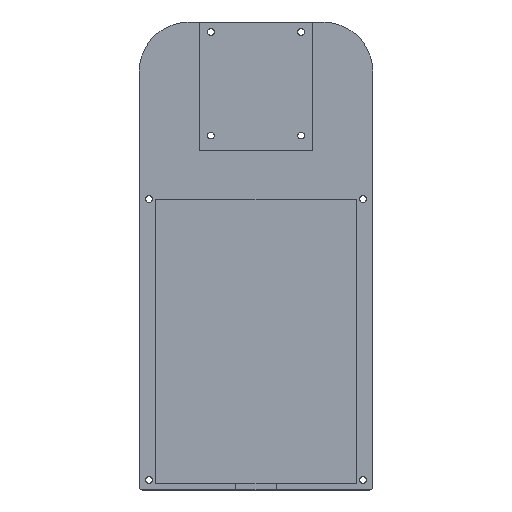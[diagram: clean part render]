
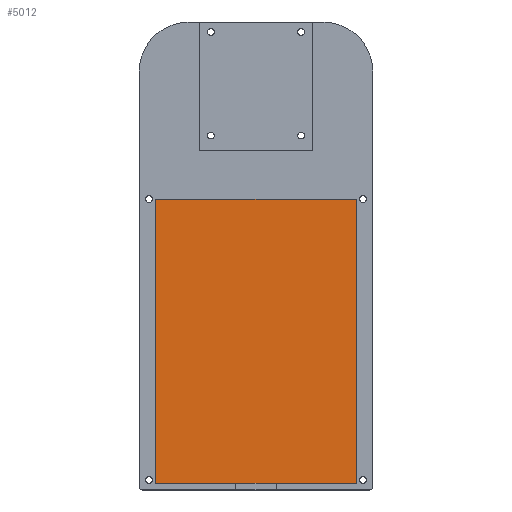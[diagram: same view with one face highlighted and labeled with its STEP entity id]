
A CAD part, top view. The second image highlights one B-rep face of the part: STEP entity #5012.
In plain terms, the highlighted planar face has unit normal (0, 0, 1).
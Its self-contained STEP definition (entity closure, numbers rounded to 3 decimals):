
#945 = PLANE('',#946);
#946 = AXIS2_PLACEMENT_3D('',#947,#948,#949);
#947 = CARTESIAN_POINT('',(5.,2.,16.));
#948 = DIRECTION('',(1.,0.,0.));
#949 = DIRECTION('',(0.,1.,0.));
#973 = PLANE('',#974);
#974 = AXIS2_PLACEMENT_3D('',#975,#976,#977);
#975 = CARTESIAN_POINT('',(5.,87.,16.));
#976 = DIRECTION('',(0.,-1.,0.));
#977 = DIRECTION('',(1.,0.,0.));
#1001 = PLANE('',#1002);
#1002 = AXIS2_PLACEMENT_3D('',#1003,#1004,#1005);
#1003 = CARTESIAN_POINT('',(65.,87.,16.));
#1004 = DIRECTION('',(-1.,0.,0.));
#1005 = DIRECTION('',(0.,-1.,0.));
#1027 = PLANE('',#1028);
#1028 = AXIS2_PLACEMENT_3D('',#1029,#1030,#1031);
#1029 = CARTESIAN_POINT('',(65.,2.,16.));
#1030 = DIRECTION('',(0.,1.,0.));
#1031 = DIRECTION('',(-1.,0.,0.));
#3361 = VERTEX_POINT('',#3362);
#3362 = CARTESIAN_POINT('',(5.,2.,14.));
#3383 = EDGE_CURVE('',#3361,#3384,#3386,.T.);
#3384 = VERTEX_POINT('',#3385);
#3385 = CARTESIAN_POINT('',(5.,87.,14.));
#3386 = SURFACE_CURVE('',#3387,(#3391,#3398),.PCURVE_S1.);
#3387 = LINE('',#3388,#3389);
#3388 = CARTESIAN_POINT('',(5.,2.,14.));
#3389 = VECTOR('',#3390,1.);
#3390 = DIRECTION('',(0.,1.,0.));
#3391 = PCURVE('',#945,#3392);
#3392 = DEFINITIONAL_REPRESENTATION('',(#3393),#3397);
#3393 = LINE('',#3394,#3395);
#3394 = CARTESIAN_POINT('',(0.,-2.));
#3395 = VECTOR('',#3396,1.);
#3396 = DIRECTION('',(1.,0.));
#3397 = ( GEOMETRIC_REPRESENTATION_CONTEXT(2) 
PARAMETRIC_REPRESENTATION_CONTEXT() REPRESENTATION_CONTEXT('2D SPACE',''
  ) );
#3398 = PCURVE('',#3399,#3404);
#3399 = PLANE('',#3400);
#3400 = AXIS2_PLACEMENT_3D('',#3401,#3402,#3403);
#3401 = CARTESIAN_POINT('',(35.,44.5,14.));
#3402 = DIRECTION('',(0.,0.,-1.));
#3403 = DIRECTION('',(-1.,0.,0.));
#3404 = DEFINITIONAL_REPRESENTATION('',(#3405),#3409);
#3405 = LINE('',#3406,#3407);
#3406 = CARTESIAN_POINT('',(30.,-42.5));
#3407 = VECTOR('',#3408,1.);
#3408 = DIRECTION('',(0.,1.));
#3409 = ( GEOMETRIC_REPRESENTATION_CONTEXT(2) 
PARAMETRIC_REPRESENTATION_CONTEXT() REPRESENTATION_CONTEXT('2D SPACE',''
  ) );
#3437 = EDGE_CURVE('',#3384,#3438,#3440,.T.);
#3438 = VERTEX_POINT('',#3439);
#3439 = CARTESIAN_POINT('',(65.,87.,14.));
#3440 = SURFACE_CURVE('',#3441,(#3445,#3452),.PCURVE_S1.);
#3441 = LINE('',#3442,#3443);
#3442 = CARTESIAN_POINT('',(5.,87.,14.));
#3443 = VECTOR('',#3444,1.);
#3444 = DIRECTION('',(1.,0.,0.));
#3445 = PCURVE('',#973,#3446);
#3446 = DEFINITIONAL_REPRESENTATION('',(#3447),#3451);
#3447 = LINE('',#3448,#3449);
#3448 = CARTESIAN_POINT('',(0.,-2.));
#3449 = VECTOR('',#3450,1.);
#3450 = DIRECTION('',(1.,0.));
#3451 = ( GEOMETRIC_REPRESENTATION_CONTEXT(2) 
PARAMETRIC_REPRESENTATION_CONTEXT() REPRESENTATION_CONTEXT('2D SPACE',''
  ) );
#3452 = PCURVE('',#3399,#3453);
#3453 = DEFINITIONAL_REPRESENTATION('',(#3454),#3458);
#3454 = LINE('',#3455,#3456);
#3455 = CARTESIAN_POINT('',(30.,42.5));
#3456 = VECTOR('',#3457,1.);
#3457 = DIRECTION('',(-1.,0.));
#3458 = ( GEOMETRIC_REPRESENTATION_CONTEXT(2) 
PARAMETRIC_REPRESENTATION_CONTEXT() REPRESENTATION_CONTEXT('2D SPACE',''
  ) );
#3486 = EDGE_CURVE('',#3438,#3487,#3489,.T.);
#3487 = VERTEX_POINT('',#3488);
#3488 = CARTESIAN_POINT('',(65.,2.,14.));
#3489 = SURFACE_CURVE('',#3490,(#3494,#3501),.PCURVE_S1.);
#3490 = LINE('',#3491,#3492);
#3491 = CARTESIAN_POINT('',(65.,87.,14.));
#3492 = VECTOR('',#3493,1.);
#3493 = DIRECTION('',(0.,-1.,0.));
#3494 = PCURVE('',#1001,#3495);
#3495 = DEFINITIONAL_REPRESENTATION('',(#3496),#3500);
#3496 = LINE('',#3497,#3498);
#3497 = CARTESIAN_POINT('',(0.,-2.));
#3498 = VECTOR('',#3499,1.);
#3499 = DIRECTION('',(1.,0.));
#3500 = ( GEOMETRIC_REPRESENTATION_CONTEXT(2) 
PARAMETRIC_REPRESENTATION_CONTEXT() REPRESENTATION_CONTEXT('2D SPACE',''
  ) );
#3501 = PCURVE('',#3399,#3502);
#3502 = DEFINITIONAL_REPRESENTATION('',(#3503),#3507);
#3503 = LINE('',#3504,#3505);
#3504 = CARTESIAN_POINT('',(-30.,42.5));
#3505 = VECTOR('',#3506,1.);
#3506 = DIRECTION('',(0.,-1.));
#3507 = ( GEOMETRIC_REPRESENTATION_CONTEXT(2) 
PARAMETRIC_REPRESENTATION_CONTEXT() REPRESENTATION_CONTEXT('2D SPACE',''
  ) );
#3535 = EDGE_CURVE('',#3487,#3361,#3536,.T.);
#3536 = SURFACE_CURVE('',#3537,(#3541,#3548),.PCURVE_S1.);
#3537 = LINE('',#3538,#3539);
#3538 = CARTESIAN_POINT('',(65.,2.,14.));
#3539 = VECTOR('',#3540,1.);
#3540 = DIRECTION('',(-1.,0.,0.));
#3541 = PCURVE('',#1027,#3542);
#3542 = DEFINITIONAL_REPRESENTATION('',(#3543),#3547);
#3543 = LINE('',#3544,#3545);
#3544 = CARTESIAN_POINT('',(0.,-2.));
#3545 = VECTOR('',#3546,1.);
#3546 = DIRECTION('',(1.,0.));
#3547 = ( GEOMETRIC_REPRESENTATION_CONTEXT(2) 
PARAMETRIC_REPRESENTATION_CONTEXT() REPRESENTATION_CONTEXT('2D SPACE',''
  ) );
#3548 = PCURVE('',#3399,#3549);
#3549 = DEFINITIONAL_REPRESENTATION('',(#3550),#3554);
#3550 = LINE('',#3551,#3552);
#3551 = CARTESIAN_POINT('',(-30.,-42.5));
#3552 = VECTOR('',#3553,1.);
#3553 = DIRECTION('',(1.,0.));
#3554 = ( GEOMETRIC_REPRESENTATION_CONTEXT(2) 
PARAMETRIC_REPRESENTATION_CONTEXT() REPRESENTATION_CONTEXT('2D SPACE',''
  ) );
#5012 = ADVANCED_FACE('',(#5013),#3399,.F.);
#5013 = FACE_BOUND('',#5014,.F.);
#5014 = EDGE_LOOP('',(#5015,#5016,#5017,#5018));
#5015 = ORIENTED_EDGE('',*,*,#3437,.T.);
#5016 = ORIENTED_EDGE('',*,*,#3486,.T.);
#5017 = ORIENTED_EDGE('',*,*,#3535,.T.);
#5018 = ORIENTED_EDGE('',*,*,#3383,.T.);
